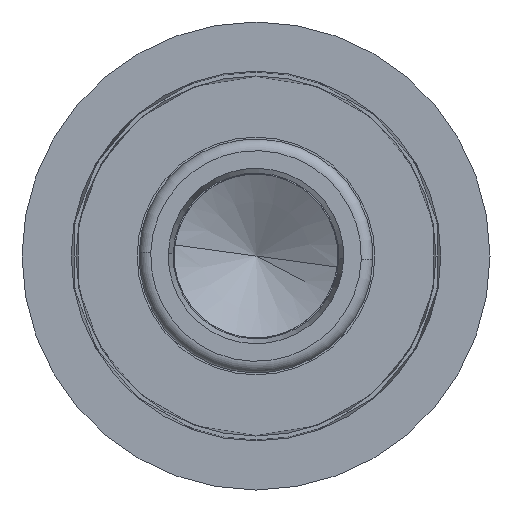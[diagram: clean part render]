
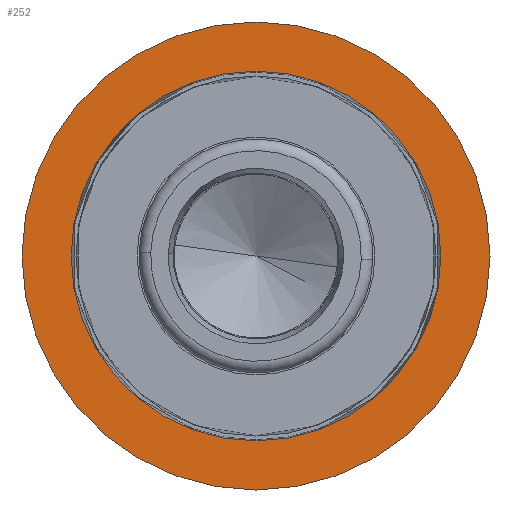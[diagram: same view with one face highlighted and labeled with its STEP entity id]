
A CAD part, left-side view. The second image highlights one B-rep face of the part: STEP entity #252.
In plain terms, the highlighted planar face has unit normal (-1, 0, 0).
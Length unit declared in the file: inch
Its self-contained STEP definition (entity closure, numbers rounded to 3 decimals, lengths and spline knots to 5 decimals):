
#175 = DIRECTION ( 'NONE',  ( -1., 0., 0. ) ) ;
#252 = ADVANCED_FACE ( 'NONE', ( #3346, #1659 ), #3998, .F. ) ;
#315 = AXIS2_PLACEMENT_3D ( 'NONE', #665, #2580, #2999 ) ;
#394 = CIRCLE ( 'NONE', #1301, 1.185 ) ;
#467 = DIRECTION ( 'NONE',  ( 0., 0., 1. ) ) ;
#488 = EDGE_LOOP ( 'NONE', ( #1986, #1034 ) ) ;
#665 = CARTESIAN_POINT ( 'NONE',  ( 0., 1.185, 0. ) ) ;
#748 = CIRCLE ( 'NONE', #3991, 1.5 ) ;
#1034 = ORIENTED_EDGE ( 'NONE', *, *, #1589, .T. ) ;
#1301 = AXIS2_PLACEMENT_3D ( 'NONE', #2963, #3352, #3002 ) ;
#1381 = EDGE_CURVE ( 'NONE', #2417, #1985, #748, .T. ) ;
#1527 = EDGE_CURVE ( 'NONE', #2376, #2656, #394, .T. ) ;
#1589 = EDGE_CURVE ( 'NONE', #1985, #2417, #4135, .T. ) ;
#1653 = CARTESIAN_POINT ( 'NONE',  ( 0., 0., 0. ) ) ;
#1659 = FACE_OUTER_BOUND ( 'NONE', #488, .T. ) ;
#1732 = DIRECTION ( 'NONE',  ( -1., 0., 0. ) ) ;
#1763 = AXIS2_PLACEMENT_3D ( 'NONE', #3189, #175, #467 ) ;
#1889 = ORIENTED_EDGE ( 'NONE', *, *, #1527, .F. ) ;
#1985 = VERTEX_POINT ( 'NONE', #2070 ) ;
#1986 = ORIENTED_EDGE ( 'NONE', *, *, #1381, .T. ) ;
#2036 = CARTESIAN_POINT ( 'NONE',  ( 0., 0., 1.185 ) ) ;
#2070 = CARTESIAN_POINT ( 'NONE',  ( 0., 0., -1.5 ) ) ;
#2280 = EDGE_CURVE ( 'NONE', #2656, #2376, #3602, .T. ) ;
#2304 = EDGE_LOOP ( 'NONE', ( #1889, #2440 ) ) ;
#2376 = VERTEX_POINT ( 'NONE', #2036 ) ;
#2417 = VERTEX_POINT ( 'NONE', #4110 ) ;
#2440 = ORIENTED_EDGE ( 'NONE', *, *, #2280, .F. ) ;
#2580 = DIRECTION ( 'NONE',  ( 1., 0., 0. ) ) ;
#2656 = VERTEX_POINT ( 'NONE', #2662 ) ;
#2662 = CARTESIAN_POINT ( 'NONE',  ( 0., 0., -1.185 ) ) ;
#2963 = CARTESIAN_POINT ( 'NONE',  ( 0., 0., 0. ) ) ;
#2994 = DIRECTION ( 'NONE',  ( 0., 0., 1. ) ) ;
#2999 = DIRECTION ( 'NONE',  ( 0., 1., 0. ) ) ;
#3002 = DIRECTION ( 'NONE',  ( 0., 0., 1. ) ) ;
#3069 = DIRECTION ( 'NONE',  ( 0., 0., 1. ) ) ;
#3189 = CARTESIAN_POINT ( 'NONE',  ( 0., 0., 0. ) ) ;
#3346 = FACE_BOUND ( 'NONE', #2304, .T. ) ;
#3352 = DIRECTION ( 'NONE',  ( -1., 0., 0. ) ) ;
#3455 = AXIS2_PLACEMENT_3D ( 'NONE', #3784, #1732, #3069 ) ;
#3602 = CIRCLE ( 'NONE', #1763, 1.185 ) ;
#3694 = DIRECTION ( 'NONE',  ( -1., 0., 0. ) ) ;
#3784 = CARTESIAN_POINT ( 'NONE',  ( 0., 0., 0. ) ) ;
#3991 = AXIS2_PLACEMENT_3D ( 'NONE', #1653, #3694, #2994 ) ;
#3998 = PLANE ( 'NONE',  #315 ) ;
#4110 = CARTESIAN_POINT ( 'NONE',  ( 0., 0., 1.5 ) ) ;
#4135 = CIRCLE ( 'NONE', #3455, 1.5 ) ;
